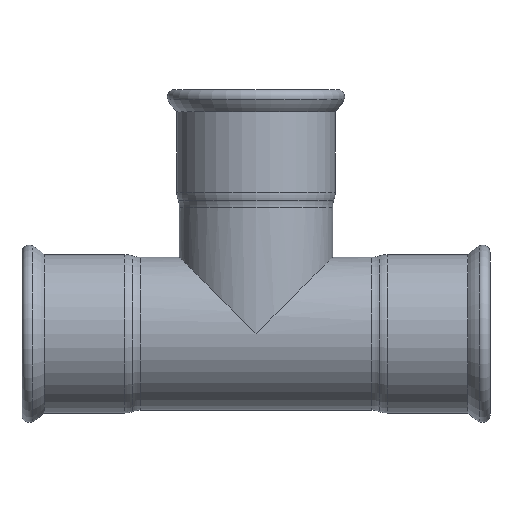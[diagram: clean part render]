
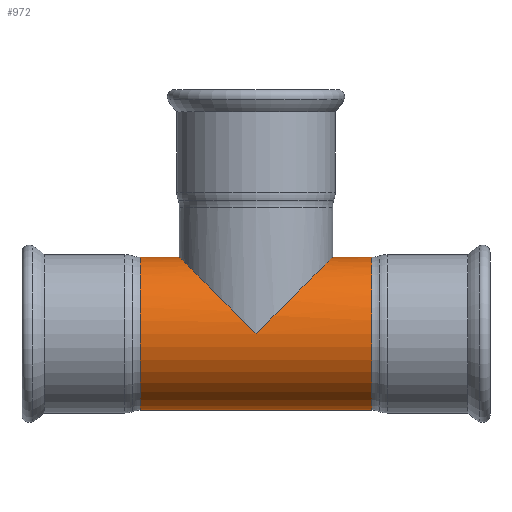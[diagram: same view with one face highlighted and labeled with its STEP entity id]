
A CAD part, front view. The second image highlights one B-rep face of the part: STEP entity #972.
In plain terms, the highlighted cylindrical face has radius 84.15 mm (diameter 168.3 mm), a full revolution.
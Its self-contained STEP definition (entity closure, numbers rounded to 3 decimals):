
#23=ELLIPSE('',#1129,119.006,84.15);
#24=ELLIPSE('',#1130,119.006,84.15);
#25=ELLIPSE('',#1131,119.006,84.15);
#26=ELLIPSE('',#1132,119.006,84.15);
#90=FACE_OUTER_BOUND('',#139,.T.);
#139=EDGE_LOOP('',(#795,#796,#797,#798,#799,#800,#801,#802,#803,#804,#805,
#806,#807,#808));
#170=LINE('',#1783,#192);
#171=LINE('',#1784,#193);
#192=VECTOR('',#1439,84.15);
#193=VECTOR('',#1440,84.15);
#242=CIRCLE('',#1061,84.15);
#243=CIRCLE('',#1062,84.15);
#244=CIRCLE('',#1063,84.15);
#271=CIRCLE('',#1100,84.15);
#272=CIRCLE('',#1101,84.15);
#273=CIRCLE('',#1102,84.15);
#362=VERTEX_POINT('',#1665);
#363=VERTEX_POINT('',#1667);
#364=VERTEX_POINT('',#1669);
#385=VERTEX_POINT('',#1730);
#386=VERTEX_POINT('',#1732);
#387=VERTEX_POINT('',#1734);
#403=VERTEX_POINT('',#1782);
#404=VERTEX_POINT('',#1785);
#405=VERTEX_POINT('',#1787);
#406=VERTEX_POINT('',#1789);
#487=EDGE_CURVE('',#362,#363,#242,.T.);
#488=EDGE_CURVE('',#363,#364,#243,.T.);
#489=EDGE_CURVE('',#364,#362,#244,.T.);
#519=EDGE_CURVE('',#386,#385,#271,.T.);
#520=EDGE_CURVE('',#387,#386,#272,.T.);
#521=EDGE_CURVE('',#385,#387,#273,.T.);
#544=EDGE_CURVE('',#387,#403,#170,.T.);
#545=EDGE_CURVE('',#403,#363,#171,.T.);
#546=EDGE_CURVE('',#404,#403,#23,.T.);
#547=EDGE_CURVE('',#405,#404,#24,.T.);
#548=EDGE_CURVE('',#406,#405,#25,.T.);
#549=EDGE_CURVE('',#403,#406,#26,.T.);
#795=ORIENTED_EDGE('',*,*,#519,.T.);
#796=ORIENTED_EDGE('',*,*,#521,.T.);
#797=ORIENTED_EDGE('',*,*,#544,.T.);
#798=ORIENTED_EDGE('',*,*,#545,.T.);
#799=ORIENTED_EDGE('',*,*,#487,.F.);
#800=ORIENTED_EDGE('',*,*,#489,.F.);
#801=ORIENTED_EDGE('',*,*,#488,.F.);
#802=ORIENTED_EDGE('',*,*,#545,.F.);
#803=ORIENTED_EDGE('',*,*,#546,.F.);
#804=ORIENTED_EDGE('',*,*,#547,.F.);
#805=ORIENTED_EDGE('',*,*,#548,.F.);
#806=ORIENTED_EDGE('',*,*,#549,.F.);
#807=ORIENTED_EDGE('',*,*,#544,.F.);
#808=ORIENTED_EDGE('',*,*,#520,.T.);
#938=CYLINDRICAL_SURFACE('',#1128,84.15);
#972=ADVANCED_FACE('',(#90),#938,.T.);
#1061=AXIS2_PLACEMENT_3D('',#1668,#1296,#1297);
#1062=AXIS2_PLACEMENT_3D('',#1670,#1298,#1299);
#1063=AXIS2_PLACEMENT_3D('',#1671,#1300,#1301);
#1100=AXIS2_PLACEMENT_3D('',#1733,#1377,#1378);
#1101=AXIS2_PLACEMENT_3D('',#1735,#1379,#1380);
#1102=AXIS2_PLACEMENT_3D('',#1736,#1381,#1382);
#1128=AXIS2_PLACEMENT_3D('',#1781,#1437,#1438);
#1129=AXIS2_PLACEMENT_3D('',#1786,#1441,#1442);
#1130=AXIS2_PLACEMENT_3D('',#1788,#1443,#1444);
#1131=AXIS2_PLACEMENT_3D('',#1790,#1445,#1446);
#1132=AXIS2_PLACEMENT_3D('',#1791,#1447,#1448);
#1296=DIRECTION('center_axis',(-1.,0.,0.));
#1297=DIRECTION('ref_axis',(0.,0.,-1.));
#1298=DIRECTION('center_axis',(-1.,0.,0.));
#1299=DIRECTION('ref_axis',(0.,0.,-1.));
#1300=DIRECTION('center_axis',(-1.,0.,0.));
#1301=DIRECTION('ref_axis',(0.,0.,-1.));
#1377=DIRECTION('center_axis',(-1.,0.,0.));
#1378=DIRECTION('ref_axis',(0.,0.,-1.));
#1379=DIRECTION('center_axis',(-1.,0.,0.));
#1380=DIRECTION('ref_axis',(0.,0.,-1.));
#1381=DIRECTION('center_axis',(-1.,0.,0.));
#1382=DIRECTION('ref_axis',(0.,0.,-1.));
#1437=DIRECTION('center_axis',(-1.,0.,0.));
#1438=DIRECTION('ref_axis',(0.,1.,0.));
#1439=DIRECTION('',(-1.,0.,0.));
#1440=DIRECTION('',(-1.,0.,0.));
#1441=DIRECTION('center_axis',(0.707,0.,0.707));
#1442=DIRECTION('ref_axis',(0.707,0.,-0.707));
#1443=DIRECTION('center_axis',(0.707,0.,0.707));
#1444=DIRECTION('ref_axis',(0.707,0.,-0.707));
#1445=DIRECTION('center_axis',(-0.707,0.,0.707));
#1446=DIRECTION('ref_axis',(0.707,0.,0.707));
#1447=DIRECTION('center_axis',(-0.707,0.,0.707));
#1448=DIRECTION('ref_axis',(0.707,0.,0.707));
#1665=CARTESIAN_POINT('',(-127.36,0.,-84.15));
#1667=CARTESIAN_POINT('',(-127.36,-84.15,0.));
#1668=CARTESIAN_POINT('Origin',(-127.36,0.,0.));
#1669=CARTESIAN_POINT('',(-127.36,84.15,0.));
#1670=CARTESIAN_POINT('Origin',(-127.36,0.,0.));
#1671=CARTESIAN_POINT('Origin',(-127.36,0.,0.));
#1730=CARTESIAN_POINT('',(127.36,0.,-84.15));
#1732=CARTESIAN_POINT('',(127.36,84.15,0.));
#1733=CARTESIAN_POINT('Origin',(127.36,0.,0.));
#1734=CARTESIAN_POINT('',(127.36,-84.15,0.));
#1735=CARTESIAN_POINT('Origin',(127.36,0.,0.));
#1736=CARTESIAN_POINT('Origin',(127.36,0.,0.));
#1781=CARTESIAN_POINT('Origin',(0.,0.,0.));
#1782=CARTESIAN_POINT('',(0.,-84.15,0.));
#1783=CARTESIAN_POINT('',(0.,-84.15,0.));
#1784=CARTESIAN_POINT('',(0.,-84.15,0.));
#1785=CARTESIAN_POINT('',(-84.15,0.,84.15));
#1786=CARTESIAN_POINT('Origin',(0.,0.,0.));
#1787=CARTESIAN_POINT('',(0.,84.15,0.));
#1788=CARTESIAN_POINT('Origin',(0.,0.,0.));
#1789=CARTESIAN_POINT('',(84.15,0.,84.15));
#1790=CARTESIAN_POINT('Origin',(0.,0.,0.));
#1791=CARTESIAN_POINT('Origin',(0.,0.,0.));
